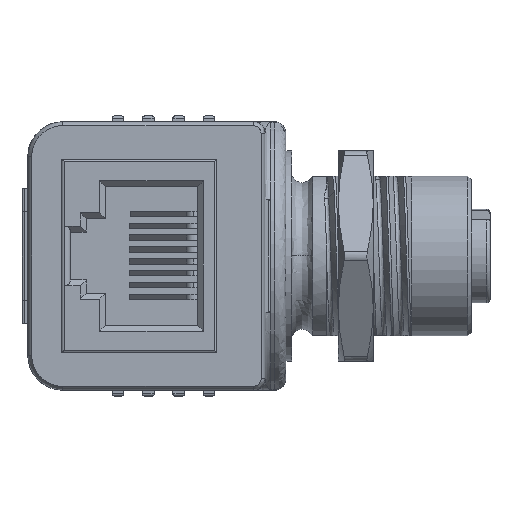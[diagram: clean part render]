
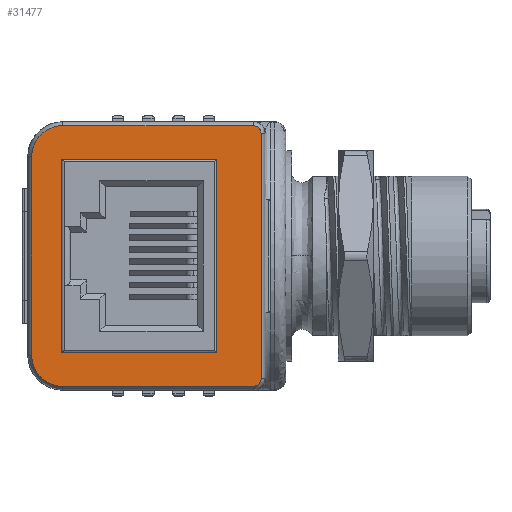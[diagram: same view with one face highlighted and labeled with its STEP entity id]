
A CAD part, front view. The second image highlights one B-rep face of the part: STEP entity #31477.
In plain terms, the highlighted planar face has unit normal (0, -1, 0).
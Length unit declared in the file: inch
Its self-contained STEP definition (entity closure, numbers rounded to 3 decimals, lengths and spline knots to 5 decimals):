
#94 = EDGE_LOOP ( 'NONE', ( #9505, #8604, #23010, #4740 ) ) ;
#468 = VERTEX_POINT ( 'NONE', #29148 ) ;
#1097 = CIRCLE ( 'NONE', #32332, 0.10522 ) ;
#1786 = CARTESIAN_POINT ( 'NONE',  ( -0.79189, -0.73548, -0.43923 ) ) ;
#2387 = LINE ( 'NONE', #26134, #22581 ) ;
#2649 = LINE ( 'NONE', #29991, #16657 ) ;
#2715 = CARTESIAN_POINT ( 'NONE',  ( -0.79882, -0.73548, 0.43982 ) ) ;
#3146 = EDGE_CURVE ( 'NONE', #21089, #34212, #2387, .T. ) ;
#3848 = EDGE_CURVE ( 'NONE', #468, #13808, #1097, .T. ) ;
#4287 = ORIENTED_EDGE ( 'NONE', *, *, #27383, .F. ) ;
#4469 = CARTESIAN_POINT ( 'NONE',  ( -0.78255, -0.73548, -0.43461 ) ) ;
#4481 = CARTESIAN_POINT ( 'NONE',  ( -0.77234, -0.73548, 0.41334 ) ) ;
#4740 = ORIENTED_EDGE ( 'NONE', *, *, #22520, .T. ) ;
#5258 = DIRECTION ( 'NONE',  ( 0., -1., 0. ) ) ;
#5736 = DIRECTION ( 'NONE',  ( 0., 0., -1. ) ) ;
#5869 = VECTOR ( 'NONE', #32250, 39.37008 ) ;
#5969 = ORIENTED_EDGE ( 'NONE', *, *, #9805, .F. ) ;
#6312 = LINE ( 'NONE', #16889, #26506 ) ;
#6659 = CARTESIAN_POINT ( 'NONE',  ( -1.44488, -0.73548, 0.32682 ) ) ;
#6737 = DIRECTION ( 'NONE',  ( 1., 0., 0. ) ) ;
#7134 = CARTESIAN_POINT ( 'NONE',  ( -0.77234, -0.73548, -0.42043 ) ) ;
#7151 = CARTESIAN_POINT ( 'NONE',  ( -0.77568, -0.73548, 0.42667 ) ) ;
#7654 = LINE ( 'NONE', #32590, #14634 ) ;
#8005 = LINE ( 'NONE', #21492, #8808 ) ;
#8416 = DIRECTION ( 'NONE',  ( 0., -1., 0. ) ) ;
#8604 = ORIENTED_EDGE ( 'NONE', *, *, #27679, .T. ) ;
#8685 = CARTESIAN_POINT ( 'NONE',  ( -1.54617, -0.73548, -0.3347 ) ) ;
#8730 = CARTESIAN_POINT ( 'NONE',  ( -0.77234, -0.73548, 0.41334 ) ) ;
#8808 = VECTOR ( 'NONE', #5736, 39.37008 ) ;
#9505 = ORIENTED_EDGE ( 'NONE', *, *, #3146, .T. ) ;
#9633 = VERTEX_POINT ( 'NONE', #26501 ) ;
#9791 = CARTESIAN_POINT ( 'NONE',  ( -0.78497, -0.73548, 0.43694 ) ) ;
#9795 = ORIENTED_EDGE ( 'NONE', *, *, #19437, .F. ) ;
#9805 = EDGE_CURVE ( 'NONE', #18344, #33406, #26888, .T. ) ;
#10317 = ORIENTED_EDGE ( 'NONE', *, *, #23926, .T. ) ;
#10484 = DIRECTION ( 'NONE',  ( 1., 0., 0. ) ) ;
#10565 = CARTESIAN_POINT ( 'NONE',  ( -1.54617, -0.73548, 0.3346 ) ) ;
#11214 = FACE_BOUND ( 'NONE', #94, .T. ) ;
#11636 = CARTESIAN_POINT ( 'NONE',  ( -0.92126, -0.73548, -0.32672 ) ) ;
#12434 = CARTESIAN_POINT ( 'NONE',  ( -0.79882, -0.73548, 0.43982 ) ) ;
#12993 = CARTESIAN_POINT ( 'NONE',  ( -1.44094, -0.73548, -0.3347 ) ) ;
#13315 = VERTEX_POINT ( 'NONE', #11636 ) ;
#13585 = PLANE ( 'NONE',  #29523 ) ;
#13808 = VERTEX_POINT ( 'NONE', #10565 ) ;
#14051 = FACE_OUTER_BOUND ( 'NONE', #33103, .T. ) ;
#14227 = DIRECTION ( 'NONE',  ( 0., 0., -1. ) ) ;
#14231 = EDGE_CURVE ( 'NONE', #32358, #14473, #21271, .T. ) ;
#14473 = VERTEX_POINT ( 'NONE', #2715 ) ;
#14634 = VECTOR ( 'NONE', #16802, 39.37008 ) ;
#14879 = CARTESIAN_POINT ( 'NONE',  ( -0.77234, -0.73548, -0.41344 ) ) ;
#15013 = VECTOR ( 'NONE', #27206, 39.37008 ) ;
#15637 = DIRECTION ( 'NONE',  ( 0., 0., 1. ) ) ;
#16581 = AXIS2_PLACEMENT_3D ( 'NONE', #12993, #31419, #15637 ) ;
#16657 = VECTOR ( 'NONE', #14227, 39.37008 ) ;
#16802 = DIRECTION ( 'NONE',  ( -1., 0., 0. ) ) ;
#16889 = CARTESIAN_POINT ( 'NONE',  ( -0.77234, -0.73548, -0.4182 ) ) ;
#17206 = CARTESIAN_POINT ( 'NONE',  ( -0.94467, -0.73548, 0.43982 ) ) ;
#17477 = CARTESIAN_POINT ( 'NONE',  ( -0.79882, -0.73548, -0.43992 ) ) ;
#18185 = ORIENTED_EDGE ( 'NONE', *, *, #27857, .T. ) ;
#18344 = VERTEX_POINT ( 'NONE', #18569 ) ;
#18516 = CARTESIAN_POINT ( 'NONE',  ( -1.44094, -0.73548, -0.43992 ) ) ;
#18569 = CARTESIAN_POINT ( 'NONE',  ( -0.79882, -0.73548, -0.43992 ) ) ;
#18755 = CARTESIAN_POINT ( 'NONE',  ( -1.06672, -0.73548, -0.4182 ) ) ;
#19437 = EDGE_CURVE ( 'NONE', #33406, #22494, #25811, .T. ) ;
#19607 = B_SPLINE_CURVE_WITH_KNOTS ( 'NONE', 3,
 ( #17477, #33395, #1786, #20223, #4469, #22880, #7134, #25540 ),
 .UNSPECIFIED., .F., .F.,
 ( 4, 2, 2, 4 ),
 ( 0., 0.00026, 0.00053, 0.00105 ),
 .UNSPECIFIED. ) ;
#19913 = VECTOR ( 'NONE', #6737, 39.37008 ) ;
#20223 = CARTESIAN_POINT ( 'NONE',  ( -0.78548, -0.73548, -0.43657 ) ) ;
#20240 = CARTESIAN_POINT ( 'NONE',  ( -0.77234, -0.73548, 0.41683 ) ) ;
#20917 = EDGE_CURVE ( 'NONE', #13315, #9633, #7654, .T. ) ;
#21008 = CARTESIAN_POINT ( 'NONE',  ( -1.44094, -0.73548, 0.3346 ) ) ;
#21089 = VERTEX_POINT ( 'NONE', #6659 ) ;
#21271 = B_SPLINE_CURVE_WITH_KNOTS ( 'NONE', 3,
 ( #4481, #20240, #22895, #7151, #25556, #9791, #28213, #12434 ),
 .UNSPECIFIED., .F., .F.,
 ( 4, 2, 2, 4 ),
 ( 0., 0.00026, 0.00053, 0.00105 ),
 .UNSPECIFIED. ) ;
#21400 = EDGE_CURVE ( 'NONE', #13808, #22494, #2649, .T. ) ;
#21492 = CARTESIAN_POINT ( 'NONE',  ( -0.92126, -0.73548, -0.4182 ) ) ;
#22494 = VERTEX_POINT ( 'NONE', #8685 ) ;
#22520 = EDGE_CURVE ( 'NONE', #9633, #21089, #29028, .T. ) ;
#22581 = VECTOR ( 'NONE', #10484, 39.37008 ) ;
#22880 = CARTESIAN_POINT ( 'NONE',  ( -0.77522, -0.73548, -0.42729 ) ) ;
#22895 = CARTESIAN_POINT ( 'NONE',  ( -0.77303, -0.73548, 0.42026 ) ) ;
#23010 = ORIENTED_EDGE ( 'NONE', *, *, #20917, .T. ) ;
#23347 = ORIENTED_EDGE ( 'NONE', *, *, #14231, .T. ) ;
#23675 = DIRECTION ( 'NONE',  ( 0., 0., -1. ) ) ;
#23926 = EDGE_CURVE ( 'NONE', #18344, #30144, #19607, .T. ) ;
#24540 = CARTESIAN_POINT ( 'NONE',  ( -1.44488, -0.73548, -0.4182 ) ) ;
#25540 = CARTESIAN_POINT ( 'NONE',  ( -0.77234, -0.73548, -0.41344 ) ) ;
#25556 = CARTESIAN_POINT ( 'NONE',  ( -0.77765, -0.73548, 0.42961 ) ) ;
#25811 = CIRCLE ( 'NONE', #16581, 0.10522 ) ;
#26061 = ORIENTED_EDGE ( 'NONE', *, *, #21400, .T. ) ;
#26134 = CARTESIAN_POINT ( 'NONE',  ( -1.06672, -0.73548, 0.32682 ) ) ;
#26463 = ORIENTED_EDGE ( 'NONE', *, *, #3848, .T. ) ;
#26501 = CARTESIAN_POINT ( 'NONE',  ( -1.44488, -0.73548, -0.32672 ) ) ;
#26506 = VECTOR ( 'NONE', #32690, 39.37008 ) ;
#26811 = DIRECTION ( 'NONE',  ( 0., 0., -1. ) ) ;
#26888 = LINE ( 'NONE', #29603, #5869 ) ;
#27206 = DIRECTION ( 'NONE',  ( 0., 0., 1. ) ) ;
#27287 = CARTESIAN_POINT ( 'NONE',  ( -0.92126, -0.73548, 0.32682 ) ) ;
#27383 = EDGE_CURVE ( 'NONE', #468, #14473, #28545, .T. ) ;
#27679 = EDGE_CURVE ( 'NONE', #34212, #13315, #8005, .T. ) ;
#27857 = EDGE_CURVE ( 'NONE', #30144, #32358, #6312, .T. ) ;
#28213 = CARTESIAN_POINT ( 'NONE',  ( -0.79183, -0.73548, 0.43982 ) ) ;
#28545 = LINE ( 'NONE', #17206, #19913 ) ;
#29028 = LINE ( 'NONE', #24540, #15013 ) ;
#29148 = CARTESIAN_POINT ( 'NONE',  ( -1.44094, -0.73548, 0.43982 ) ) ;
#29523 = AXIS2_PLACEMENT_3D ( 'NONE', #18755, #8416, #26811 ) ;
#29603 = CARTESIAN_POINT ( 'NONE',  ( -0.94467, -0.73548, -0.43992 ) ) ;
#29991 = CARTESIAN_POINT ( 'NONE',  ( -1.54617, -0.73548, -0.4182 ) ) ;
#30144 = VERTEX_POINT ( 'NONE', #14879 ) ;
#31419 = DIRECTION ( 'NONE',  ( 0., 1., 0. ) ) ;
#31477 = ADVANCED_FACE ( 'NONE', ( #11214, #14051 ), #13585, .T. ) ;
#32250 = DIRECTION ( 'NONE',  ( -1., 0., 0. ) ) ;
#32332 = AXIS2_PLACEMENT_3D ( 'NONE', #21008, #5258, #23675 ) ;
#32358 = VERTEX_POINT ( 'NONE', #8730 ) ;
#32590 = CARTESIAN_POINT ( 'NONE',  ( -1.06672, -0.73548, -0.32672 ) ) ;
#32690 = DIRECTION ( 'NONE',  ( 0., 0., 1. ) ) ;
#33103 = EDGE_LOOP ( 'NONE', ( #10317, #18185, #23347, #4287, #26463, #26061, #9795, #5969 ) ) ;
#33395 = CARTESIAN_POINT ( 'NONE',  ( -0.79532, -0.73548, -0.43992 ) ) ;
#33406 = VERTEX_POINT ( 'NONE', #18516 ) ;
#34212 = VERTEX_POINT ( 'NONE', #27287 ) ;
